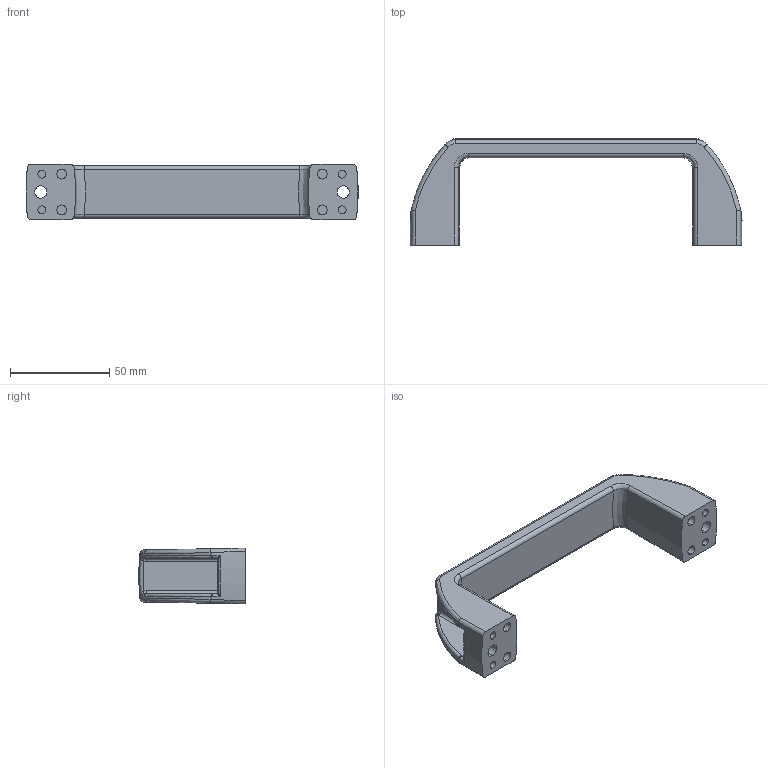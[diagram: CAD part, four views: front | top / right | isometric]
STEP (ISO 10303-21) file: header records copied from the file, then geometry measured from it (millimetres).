
FILE_DESCRIPTION (( 'STEP AP214' ), '1' );
FILE_NAME ('4.04.SPBH.STEP', '2025-06-12T20:38:03', ( '' ), ( '' ), 'SwSTEP 2.0', 'SolidWorks 2023', '' );
FILE_SCHEMA (( 'AUTOMOTIVE_DESIGN' ));
Length unit declared in the file: millimetre
Products named in the file (1): 4.04.SPBH
Bounding box: 166.88 x 53.43 x 28 mm (x, y, z)
Volume: 61353.2 mm3; surface area: 22843.5 mm2
Topology: 1 solids, 1 shells, 158 faces, 378 edges, 222 vertices
Faces by surface type: bspline 69, cylinder 52, plane 37
Entity records: 7028 total; most frequent: CARTESIAN_POINT 3895, ORIENTED_EDGE 728, DIRECTION 536, EDGE_CURVE 364, VERTEX_POINT 218, AXIS2_PLACEMENT_3D 215, EDGE_LOOP 172, FACE_OUTER_BOUND 158
